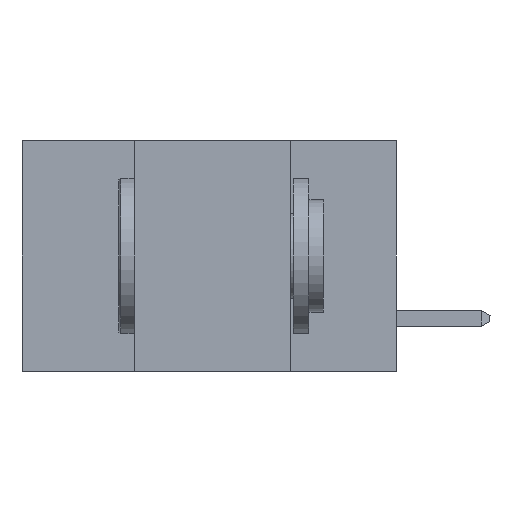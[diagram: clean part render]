
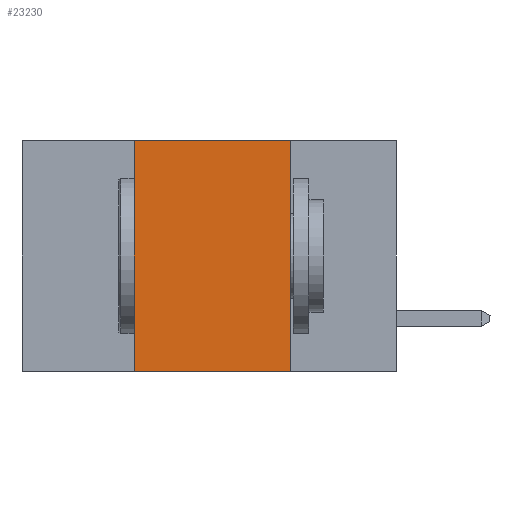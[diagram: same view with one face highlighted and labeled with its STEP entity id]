
A CAD part, left-side view. The second image highlights one B-rep face of the part: STEP entity #23230.
In plain terms, the highlighted planar face has unit normal (-1, 0, 0).
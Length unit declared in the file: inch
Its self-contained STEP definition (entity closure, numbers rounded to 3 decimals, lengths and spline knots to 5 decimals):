
#1305 = CARTESIAN_POINT ( 'NONE',  ( 0., 0.17, -0.37 ) ) ;
#1413 = VECTOR ( 'NONE', #19629, 39.37008 ) ;
#1738 = CARTESIAN_POINT ( 'NONE',  ( 0., 0.42, 0. ) ) ;
#2915 = VECTOR ( 'NONE', #25244, 39.37008 ) ;
#3387 = CARTESIAN_POINT ( 'NONE',  ( 0., 0.17, 0. ) ) ;
#4184 = DIRECTION ( 'NONE',  ( 0., 0., -1. ) ) ;
#4268 = PLANE ( 'NONE',  #16785 ) ;
#5328 = VECTOR ( 'NONE', #4184, 39.37008 ) ;
#5808 = ORIENTED_EDGE ( 'NONE', *, *, #22663, .F. ) ;
#6371 = DIRECTION ( 'NONE',  ( 1., 0., 0. ) ) ;
#6960 = EDGE_CURVE ( 'NONE', #22177, #13668, #18160, .T. ) ;
#8137 = DIRECTION ( 'NONE',  ( 0., 0., 1. ) ) ;
#8378 = EDGE_LOOP ( 'NONE', ( #12046, #5808, #21793, #10070 ) ) ;
#8702 = VERTEX_POINT ( 'NONE', #3387 ) ;
#10070 = ORIENTED_EDGE ( 'NONE', *, *, #6960, .T. ) ;
#10911 = CARTESIAN_POINT ( 'NONE',  ( 0., 0.42, -0.37 ) ) ;
#12046 = ORIENTED_EDGE ( 'NONE', *, *, #20617, .F. ) ;
#12449 = VERTEX_POINT ( 'NONE', #1738 ) ;
#13668 = VERTEX_POINT ( 'NONE', #1305 ) ;
#14244 = VECTOR ( 'NONE', #8137, 39.37008 ) ;
#16785 = AXIS2_PLACEMENT_3D ( 'NONE', #26950, #6371, #20949 ) ;
#17567 = CARTESIAN_POINT ( 'NONE',  ( 0., 0.6, -0.37 ) ) ;
#17979 = EDGE_CURVE ( 'NONE', #22177, #12449, #20397, .T. ) ;
#18160 = LINE ( 'NONE', #17567, #1413 ) ;
#19239 = FACE_OUTER_BOUND ( 'NONE', #8378, .T. ) ;
#19629 = DIRECTION ( 'NONE',  ( 0., -1., 0. ) ) ;
#20397 = LINE ( 'NONE', #20538, #14244 ) ;
#20538 = CARTESIAN_POINT ( 'NONE',  ( 0., 0.42, -0.37 ) ) ;
#20617 = EDGE_CURVE ( 'NONE', #8702, #13668, #23231, .T. ) ;
#20871 = CARTESIAN_POINT ( 'NONE',  ( 0., 0.17, -0.37 ) ) ;
#20949 = DIRECTION ( 'NONE',  ( 0., 0., -1. ) ) ;
#21159 = CARTESIAN_POINT ( 'NONE',  ( 0., 0.6, 0. ) ) ;
#21793 = ORIENTED_EDGE ( 'NONE', *, *, #17979, .F. ) ;
#22177 = VERTEX_POINT ( 'NONE', #10911 ) ;
#22663 = EDGE_CURVE ( 'NONE', #12449, #8702, #25654, .T. ) ;
#23230 = ADVANCED_FACE ( 'NONE', ( #19239 ), #4268, .F. ) ;
#23231 = LINE ( 'NONE', #20871, #5328 ) ;
#25244 = DIRECTION ( 'NONE',  ( 0., -1., 0. ) ) ;
#25654 = LINE ( 'NONE', #21159, #2915 ) ;
#26950 = CARTESIAN_POINT ( 'NONE',  ( 0., 0.6, 0. ) ) ;
